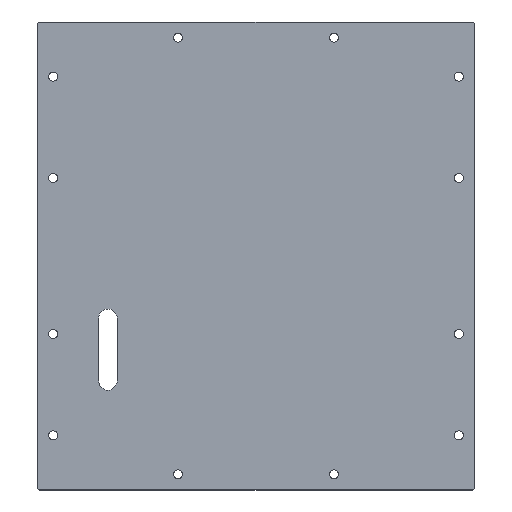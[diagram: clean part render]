
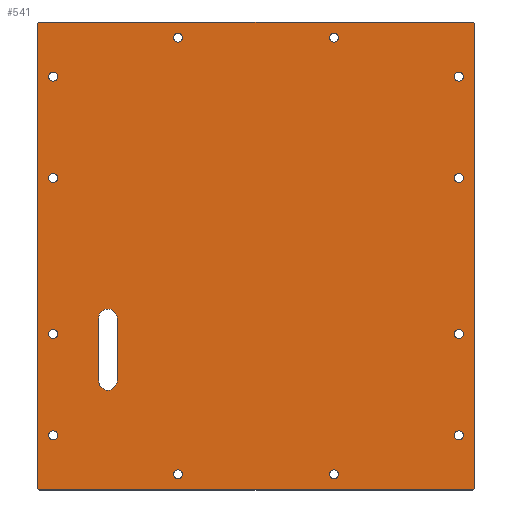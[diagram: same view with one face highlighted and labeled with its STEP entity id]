
A CAD part, top view. The second image highlights one B-rep face of the part: STEP entity #541.
In plain terms, the highlighted planar face has unit normal (0, 0, 1).
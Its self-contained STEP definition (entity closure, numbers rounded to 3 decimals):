
#15=FACE_BOUND('',#100,.T.);
#16=FACE_BOUND('',#101,.T.);
#17=FACE_BOUND('',#102,.T.);
#18=FACE_BOUND('',#103,.T.);
#19=FACE_BOUND('',#104,.T.);
#20=FACE_BOUND('',#105,.T.);
#21=FACE_BOUND('',#106,.T.);
#22=FACE_BOUND('',#107,.T.);
#23=FACE_BOUND('',#108,.T.);
#24=FACE_BOUND('',#109,.T.);
#25=FACE_BOUND('',#110,.T.);
#26=FACE_BOUND('',#111,.T.);
#27=FACE_BOUND('',#112,.T.);
#47=PLANE('',#617);
#73=FACE_OUTER_BOUND('',#99,.T.);
#99=EDGE_LOOP('',(#451,#452,#453,#454,#455,#456,#457,#458));
#100=EDGE_LOOP('',(#459));
#101=EDGE_LOOP('',(#460));
#102=EDGE_LOOP('',(#461,#462,#463,#464));
#103=EDGE_LOOP('',(#465));
#104=EDGE_LOOP('',(#466));
#105=EDGE_LOOP('',(#467));
#106=EDGE_LOOP('',(#468));
#107=EDGE_LOOP('',(#469));
#108=EDGE_LOOP('',(#470));
#109=EDGE_LOOP('',(#471));
#110=EDGE_LOOP('',(#472));
#111=EDGE_LOOP('',(#473));
#112=EDGE_LOOP('',(#474));
#139=LINE('',#849,#175);
#143=LINE('',#861,#179);
#149=LINE('',#885,#185);
#153=LINE('',#897,#189);
#157=LINE('',#909,#193);
#161=LINE('',#921,#197);
#175=VECTOR('',#695,10.);
#179=VECTOR('',#707,10.);
#185=VECTOR('',#733,10.);
#189=VECTOR('',#745,10.);
#193=VECTOR('',#757,10.);
#197=VECTOR('',#769,10.);
#199=CIRCLE('',#558,2.9);
#201=CIRCLE('',#561,2.9);
#203=CIRCLE('',#564,2.9);
#205=CIRCLE('',#567,2.9);
#207=CIRCLE('',#570,2.9);
#209=CIRCLE('',#573,2.9);
#211=CIRCLE('',#576,2.9);
#213=CIRCLE('',#579,2.9);
#215=CIRCLE('',#582,2.9);
#217=CIRCLE('',#585,2.9);
#220=CIRCLE('',#590,6.);
#222=CIRCLE('',#594,6.);
#223=CIRCLE('',#596,2.9);
#225=CIRCLE('',#599,2.9);
#228=CIRCLE('',#604,1.5);
#230=CIRCLE('',#608,1.5);
#232=CIRCLE('',#612,1.5);
#234=CIRCLE('',#616,1.5);
#235=VERTEX_POINT('',#783);
#237=VERTEX_POINT('',#789);
#239=VERTEX_POINT('',#795);
#241=VERTEX_POINT('',#801);
#243=VERTEX_POINT('',#807);
#245=VERTEX_POINT('',#813);
#247=VERTEX_POINT('',#819);
#249=VERTEX_POINT('',#825);
#251=VERTEX_POINT('',#831);
#253=VERTEX_POINT('',#837);
#257=VERTEX_POINT('',#846);
#258=VERTEX_POINT('',#848);
#260=VERTEX_POINT('',#854);
#262=VERTEX_POINT('',#860);
#263=VERTEX_POINT('',#867);
#265=VERTEX_POINT('',#873);
#269=VERTEX_POINT('',#882);
#270=VERTEX_POINT('',#884);
#272=VERTEX_POINT('',#890);
#274=VERTEX_POINT('',#896);
#276=VERTEX_POINT('',#902);
#278=VERTEX_POINT('',#908);
#280=VERTEX_POINT('',#914);
#282=VERTEX_POINT('',#920);
#283=EDGE_CURVE('',#235,#235,#199,.T.);
#286=EDGE_CURVE('',#237,#237,#201,.T.);
#289=EDGE_CURVE('',#239,#239,#203,.T.);
#292=EDGE_CURVE('',#241,#241,#205,.T.);
#295=EDGE_CURVE('',#243,#243,#207,.T.);
#298=EDGE_CURVE('',#245,#245,#209,.T.);
#301=EDGE_CURVE('',#247,#247,#211,.T.);
#304=EDGE_CURVE('',#249,#249,#213,.T.);
#307=EDGE_CURVE('',#251,#251,#215,.T.);
#310=EDGE_CURVE('',#253,#253,#217,.T.);
#315=EDGE_CURVE('',#258,#257,#139,.T.);
#318=EDGE_CURVE('',#260,#258,#220,.T.);
#321=EDGE_CURVE('',#262,#260,#143,.T.);
#324=EDGE_CURVE('',#257,#262,#222,.T.);
#325=EDGE_CURVE('',#263,#263,#223,.T.);
#328=EDGE_CURVE('',#265,#265,#225,.T.);
#333=EDGE_CURVE('',#270,#269,#149,.T.);
#336=EDGE_CURVE('',#272,#270,#228,.T.);
#339=EDGE_CURVE('',#274,#272,#153,.T.);
#342=EDGE_CURVE('',#276,#274,#230,.T.);
#345=EDGE_CURVE('',#278,#276,#157,.T.);
#348=EDGE_CURVE('',#280,#278,#232,.T.);
#351=EDGE_CURVE('',#282,#280,#161,.T.);
#354=EDGE_CURVE('',#269,#282,#234,.T.);
#451=ORIENTED_EDGE('',*,*,#354,.T.);
#452=ORIENTED_EDGE('',*,*,#351,.T.);
#453=ORIENTED_EDGE('',*,*,#348,.T.);
#454=ORIENTED_EDGE('',*,*,#345,.T.);
#455=ORIENTED_EDGE('',*,*,#342,.T.);
#456=ORIENTED_EDGE('',*,*,#339,.T.);
#457=ORIENTED_EDGE('',*,*,#336,.T.);
#458=ORIENTED_EDGE('',*,*,#333,.T.);
#459=ORIENTED_EDGE('',*,*,#328,.T.);
#460=ORIENTED_EDGE('',*,*,#325,.T.);
#461=ORIENTED_EDGE('',*,*,#324,.T.);
#462=ORIENTED_EDGE('',*,*,#321,.T.);
#463=ORIENTED_EDGE('',*,*,#318,.T.);
#464=ORIENTED_EDGE('',*,*,#315,.T.);
#465=ORIENTED_EDGE('',*,*,#310,.T.);
#466=ORIENTED_EDGE('',*,*,#307,.T.);
#467=ORIENTED_EDGE('',*,*,#304,.T.);
#468=ORIENTED_EDGE('',*,*,#301,.T.);
#469=ORIENTED_EDGE('',*,*,#298,.T.);
#470=ORIENTED_EDGE('',*,*,#295,.T.);
#471=ORIENTED_EDGE('',*,*,#292,.T.);
#472=ORIENTED_EDGE('',*,*,#289,.T.);
#473=ORIENTED_EDGE('',*,*,#286,.T.);
#474=ORIENTED_EDGE('',*,*,#283,.T.);
#541=ADVANCED_FACE('',(#73,#15,#16,#17,#18,#19,#20,#21,#22,#23,#24,#25,
#26,#27),#47,.T.);
#558=AXIS2_PLACEMENT_3D('',#784,#623,#624);
#561=AXIS2_PLACEMENT_3D('',#790,#630,#631);
#564=AXIS2_PLACEMENT_3D('',#796,#637,#638);
#567=AXIS2_PLACEMENT_3D('',#802,#644,#645);
#570=AXIS2_PLACEMENT_3D('',#808,#651,#652);
#573=AXIS2_PLACEMENT_3D('',#814,#658,#659);
#576=AXIS2_PLACEMENT_3D('',#820,#665,#666);
#579=AXIS2_PLACEMENT_3D('',#826,#672,#673);
#582=AXIS2_PLACEMENT_3D('',#832,#679,#680);
#585=AXIS2_PLACEMENT_3D('',#838,#686,#687);
#590=AXIS2_PLACEMENT_3D('',#855,#701,#702);
#594=AXIS2_PLACEMENT_3D('',#865,#713,#714);
#596=AXIS2_PLACEMENT_3D('',#868,#717,#718);
#599=AXIS2_PLACEMENT_3D('',#874,#724,#725);
#604=AXIS2_PLACEMENT_3D('',#891,#739,#740);
#608=AXIS2_PLACEMENT_3D('',#903,#751,#752);
#612=AXIS2_PLACEMENT_3D('',#915,#763,#764);
#616=AXIS2_PLACEMENT_3D('',#925,#775,#776);
#617=AXIS2_PLACEMENT_3D('',#926,#777,#778);
#623=DIRECTION('center_axis',(0.,0.,
-1.));
#624=DIRECTION('ref_axis',(1.,0.,0.));
#630=DIRECTION('center_axis',(0.,0.,
-1.));
#631=DIRECTION('ref_axis',(1.,0.,0.));
#637=DIRECTION('center_axis',(0.,0.,
-1.));
#638=DIRECTION('ref_axis',(1.,0.,0.));
#644=DIRECTION('center_axis',(0.,0.,
-1.));
#645=DIRECTION('ref_axis',(1.,0.,0.));
#651=DIRECTION('center_axis',(0.,0.,
-1.));
#652=DIRECTION('ref_axis',(1.,0.,0.));
#658=DIRECTION('center_axis',(0.,0.,
-1.));
#659=DIRECTION('ref_axis',(1.,0.,0.));
#665=DIRECTION('center_axis',(0.,0.,
-1.));
#666=DIRECTION('ref_axis',(1.,0.,0.));
#672=DIRECTION('center_axis',(0.,0.,
-1.));
#673=DIRECTION('ref_axis',(1.,0.,0.));
#679=DIRECTION('center_axis',(0.,0.,
-1.));
#680=DIRECTION('ref_axis',(1.,0.,0.));
#686=DIRECTION('center_axis',(0.,0.,
-1.));
#687=DIRECTION('ref_axis',(1.,0.,0.));
#695=DIRECTION('',(0.,1.,0.));
#701=DIRECTION('center_axis',(0.,0.,
-1.));
#702=DIRECTION('ref_axis',(-1.,0.,0.));
#707=DIRECTION('',(0.,-1.,0.));
#713=DIRECTION('center_axis',(0.,0.,
-1.));
#714=DIRECTION('ref_axis',(1.,0.,0.));
#717=DIRECTION('center_axis',(0.,0.,
-1.));
#718=DIRECTION('ref_axis',(1.,0.,0.));
#724=DIRECTION('center_axis',(0.,0.,
-1.));
#725=DIRECTION('ref_axis',(1.,0.,0.));
#733=DIRECTION('',(0.,1.,0.));
#739=DIRECTION('center_axis',(0.,0.,
1.));
#740=DIRECTION('ref_axis',(0.,-1.,0.));
#745=DIRECTION('',(1.,0.,0.));
#751=DIRECTION('center_axis',(0.,0.,
1.));
#752=DIRECTION('ref_axis',(-1.,0.,0.));
#757=DIRECTION('',(0.,-1.,0.));
#763=DIRECTION('center_axis',(0.,0.,
1.));
#764=DIRECTION('ref_axis',(0.,1.,0.));
#769=DIRECTION('',(-1.,0.,0.));
#775=DIRECTION('center_axis',(0.,0.,
1.));
#776=DIRECTION('ref_axis',(1.,0.,0.));
#777=DIRECTION('center_axis',(0.,0.,
1.));
#778=DIRECTION('ref_axis',(1.,0.,0.));
#783=CARTESIAN_POINT('',(7.1,335.,224.01));
#784=CARTESIAN_POINT('Origin',(10.,335.,224.01));
#789=CARTESIAN_POINT('',(267.1,400.,224.01));
#790=CARTESIAN_POINT('Origin',(270.,400.,224.01));
#795=CARTESIAN_POINT('',(187.1,310.,224.01));
#796=CARTESIAN_POINT('Origin',(190.,310.,224.01));
#801=CARTESIAN_POINT('',(267.1,500.,224.01));
#802=CARTESIAN_POINT('Origin',(270.,500.,224.01));
#807=CARTESIAN_POINT('',(7.1,400.,224.01));
#808=CARTESIAN_POINT('Origin',(10.,400.,224.01));
#813=CARTESIAN_POINT('',(87.1,590.,224.01));
#814=CARTESIAN_POINT('Origin',(90.,590.,224.01));
#819=CARTESIAN_POINT('',(7.1,500.,224.01));
#820=CARTESIAN_POINT('Origin',(10.,500.,224.01));
#825=CARTESIAN_POINT('',(7.1,565.,224.01));
#826=CARTESIAN_POINT('Origin',(10.,565.,224.01));
#831=CARTESIAN_POINT('',(87.1,310.,224.01));
#832=CARTESIAN_POINT('Origin',(90.,310.,224.01));
#837=CARTESIAN_POINT('',(267.1,335.,224.01));
#838=CARTESIAN_POINT('Origin',(270.,335.,224.01));
#846=CARTESIAN_POINT('',(39.,410.,224.01));
#848=CARTESIAN_POINT('',(39.,370.,224.01));
#849=CARTESIAN_POINT('',(39.,410.,224.01));
#854=CARTESIAN_POINT('',(51.,370.,224.01));
#855=CARTESIAN_POINT('Origin',(45.,370.,224.01));
#860=CARTESIAN_POINT('',(51.,410.,224.01));
#861=CARTESIAN_POINT('',(51.,370.,224.01));
#865=CARTESIAN_POINT('Origin',(45.,410.,224.01));
#867=CARTESIAN_POINT('',(187.1,590.,224.01));
#868=CARTESIAN_POINT('Origin',(190.,590.,224.01));
#873=CARTESIAN_POINT('',(267.1,565.,224.01));
#874=CARTESIAN_POINT('Origin',(270.,565.,224.01));
#882=CARTESIAN_POINT('',(280.,598.5,224.01));
#884=CARTESIAN_POINT('',(280.,301.5,224.01));
#885=CARTESIAN_POINT('',(280.,598.5,224.01));
#890=CARTESIAN_POINT('',(278.5,300.,224.01));
#891=CARTESIAN_POINT('Origin',(278.5,301.5,224.01));
#896=CARTESIAN_POINT('',(1.5,300.,224.01));
#897=CARTESIAN_POINT('',(278.5,300.,224.01));
#902=CARTESIAN_POINT('',(0.,301.5,224.01));
#903=CARTESIAN_POINT('Origin',(1.5,301.5,224.01));
#908=CARTESIAN_POINT('',(0.,598.5,224.01));
#909=CARTESIAN_POINT('',(0.,301.5,224.01));
#914=CARTESIAN_POINT('',(1.5,600.,224.01));
#915=CARTESIAN_POINT('Origin',(1.5,598.5,224.01));
#920=CARTESIAN_POINT('',(278.5,600.,224.01));
#921=CARTESIAN_POINT('',(1.5,600.,224.01));
#925=CARTESIAN_POINT('Origin',(278.5,598.5,224.01));
#926=CARTESIAN_POINT('Origin',(140.,450.,224.01));
